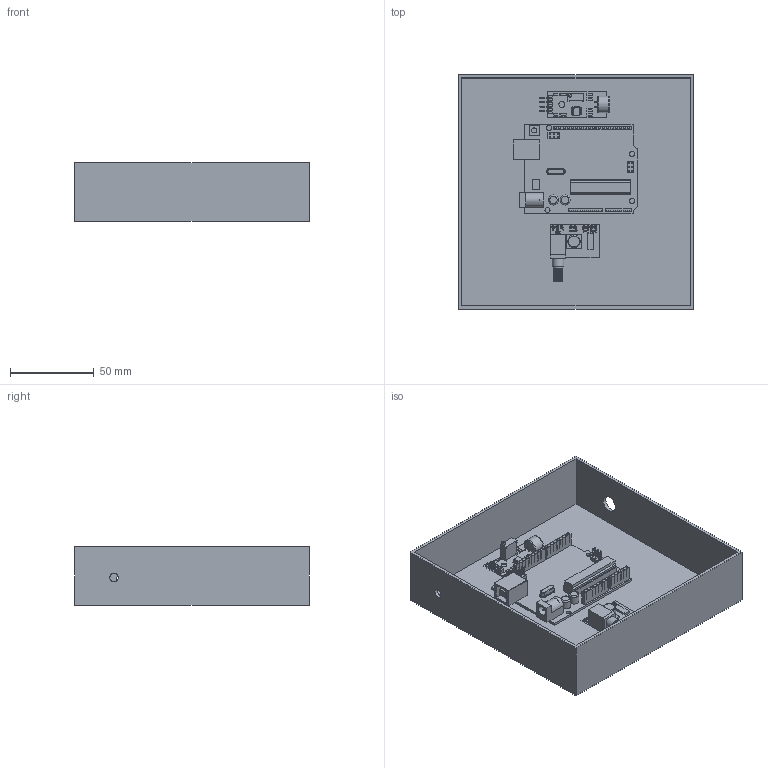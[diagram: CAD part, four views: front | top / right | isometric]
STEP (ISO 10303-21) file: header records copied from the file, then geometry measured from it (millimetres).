
FILE_DESCRIPTION(/* description */ (''),/* implementation_level */ '2;1');
FILE_NAME(/* name */ 'bagian dalam.step',/* time_stamp */ '2024-05-27T19:30:14+07:00',/* author */ (''),/* organization */ (''),/* preprocessor_version */ 'ST-DEVELOPER v20',/* originating_system */ 'Autodesk Translation Framework v13.14.0.145',/* authorisation */ '');
FILE_SCHEMA (('AUTOMOTIVE_DESIGN { 1 0 10303 214 3 1 1 }'));
Products named in the file (4): dalam; arduino; Microphone Module; Degraw Audio amp with volume knob v1
Assembly tree (3 placements, depth 2):
  dalam
    arduino
    Microphone Module
    Degraw Audio amp with volume knob v1
Bounding box: 140 x 140 x 35 mm (x, y, z)
Volume: 91147.3 mm3; surface area: 95633.5 mm2
Topology: 101 solids, 101 shells, 1886 faces, 4519 edges, 2773 vertices
Faces by surface type: plane 1112, cylinder 358, bspline 278, sphere 130, torus 8
Full cylindrical faces by diameter (mm): 0.45 x1, 0.5 x4, 0.51 x3, 0.7 x9, 1.2 x1, 1.75 x9, 2.19 x1, 3 x5, 3.5 x1, 5 x1, 5.75 x1, 5.8 x1, 6 x2, 6.927 x1, 7.505 x1, 9.7 x2, 10 x1
Entity records: 61065 total; most frequent: CARTESIAN_POINT 18878, ORIENTED_EDGE 8766, DIRECTION 7825, EDGE_CURVE 4383, LINE 3109, VECTOR 3109, VERTEX_POINT 2773, AXIS2_PLACEMENT_3D 2358
